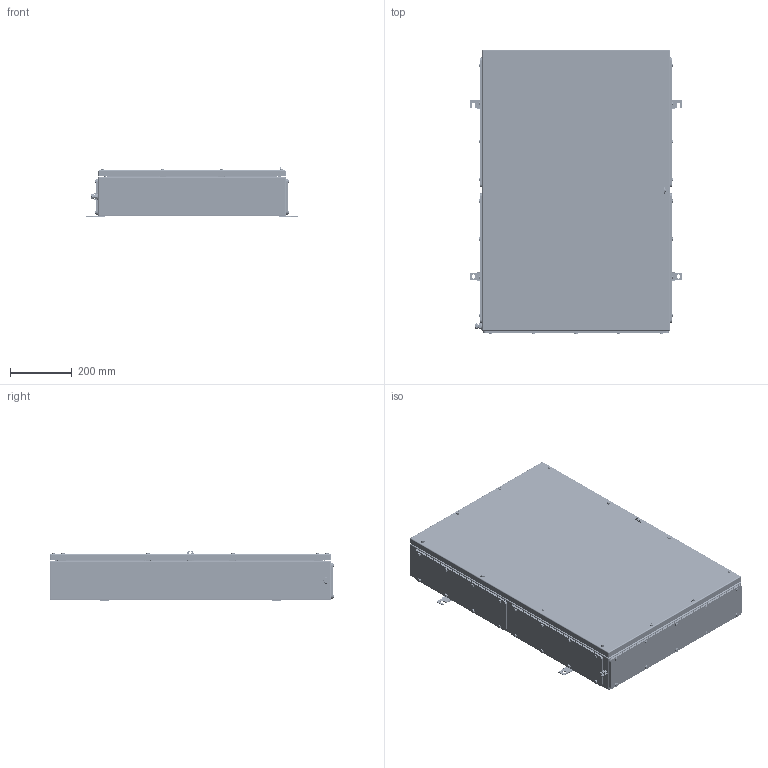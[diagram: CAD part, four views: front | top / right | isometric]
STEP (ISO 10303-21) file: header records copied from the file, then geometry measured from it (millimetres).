
FILE_DESCRIPTION(('CATIA V5 STEP Exchange','CAx-IF Rec.Pracs.--- Model Styling and Organization---1.4--- 2014-01-23'),'2;1');
FILE_NAME ('008592-7_3_1195530000_1195530000.stp','2019-09-24T05:56:27+00:00',('none'),('Weidmueller'),'CATIA Version 5-6 Release 2016 SP3 HF44','CATIA V5 STEP AP214','none');
FILE_SCHEMA(('AUTOMOTIVE_DESIGN { 1 0 10303 214 1 1 1 1 }'));
Products named in the file (1): 1195530000
Bounding box: 691 x 925 x 164.5 mm (x, y, z)
Volume: 3664234.7 mm3; surface area: 4054998.4 mm2
Topology: 149 solids, 149 shells, 4545 faces, 10566 edges, 6311 vertices
Faces by surface type: cylinder 2055, plane 1638, cone 294, torus 278, sphere 200, bspline 80
Entity records: 126711 total; most frequent: CARTESIAN_POINT 30155, ORIENTED_EDGE 20496, DIRECTION 16760, EDGE_CURVE 10248, AXIS2_PLACEMENT_3D 7770, VERTEX_POINT 6311, VECTOR 5475, LINE 5475
